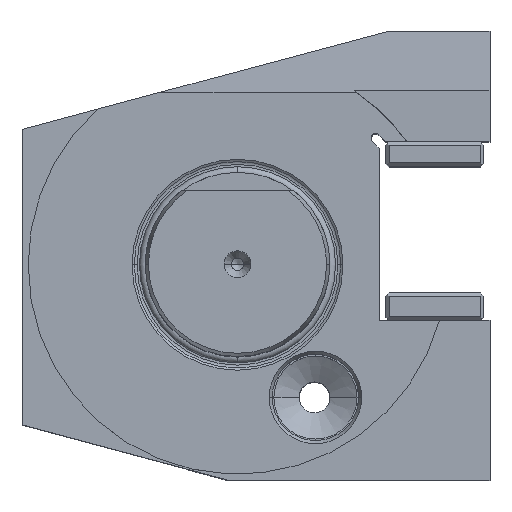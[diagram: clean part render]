
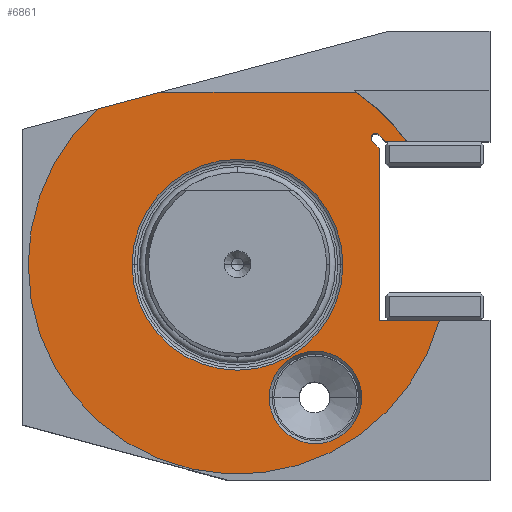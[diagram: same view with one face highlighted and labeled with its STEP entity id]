
A CAD part, top view. The second image highlights one B-rep face of the part: STEP entity #6861.
In plain terms, the highlighted planar face has unit normal (0, 0, 1).
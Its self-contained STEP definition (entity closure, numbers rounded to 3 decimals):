
#551=CARTESIAN_POINT('',(19.287,28,-55));
#648=CARTESIAN_POINT('',(0,0,-55));
#649=DIRECTION('',(0,0,1));
#650=DIRECTION('',(0.809,0.588,0));
#651=AXIS2_PLACEMENT_3D('',#648,#649,#650);
#653=DIRECTION('',(1,0,0));
#654=VECTOR('',#653,3.435);
#655=CARTESIAN_POINT('',(24.061,20,-55));
#656=LINE('',#655,#654);
#657=DIRECTION('',(0.707,-0.707,0));
#658=VECTOR('',#657,1.55);
#659=CARTESIAN_POINT('',(22.965,21.096,-55));
#660=LINE('',#659,#658);
#661=CARTESIAN_POINT('',(22.434,20.566,-55));
#662=DIRECTION('',(0,0,-1));
#663=DIRECTION('',(-1,0,0));
#664=AXIS2_PLACEMENT_3D('',#661,#662,#663);
#666=CARTESIAN_POINT('',(22.434,20.566,-55));
#667=DIRECTION('',(0,0,-1));
#668=DIRECTION('',(-0.707,-0.707,0));
#669=AXIS2_PLACEMENT_3D('',#666,#667,#668);
#671=DIRECTION('',(-0.707,0.707,0));
#672=VECTOR('',#671,1.55);
#673=CARTESIAN_POINT('',(23,18.939,-55));
#674=LINE('',#673,#672);
#675=DIRECTION('',(0,1,0));
#676=VECTOR('',#675,27.939);
#677=CARTESIAN_POINT('',(23,-9,-55));
#678=LINE('',#677,#676);
#679=DIRECTION('',(-1,0,0));
#680=VECTOR('',#679,9.787);
#681=CARTESIAN_POINT('',(32.787,-9,-55));
#682=LINE('',#681,#680);
#683=CARTESIAN_POINT('',(0,0,-55));
#684=DIRECTION('',(0,0,1));
#685=DIRECTION('',(-1,0,0));
#686=AXIS2_PLACEMENT_3D('',#683,#684,#685);
#688=CARTESIAN_POINT('',(0,0,-55));
#689=DIRECTION('',(0,0,1));
#690=DIRECTION('',(-0.668,0.744,0));
#691=AXIS2_PLACEMENT_3D('',#688,#689,#690);
#693=DIRECTION('',(-0.966,-0.259,0));
#694=VECTOR('',#693,10.475);
#695=CARTESIAN_POINT('',(-12.608,28,-55));
#696=LINE('',#695,#694);
#697=DIRECTION('',(-1,0,0));
#698=VECTOR('',#697,31.895);
#699=CARTESIAN_POINT('',(19.287,28,-55));
#700=LINE('',#699,#698);
#701=CARTESIAN_POINT('',(12.652,-21.539,-55));
#702=DIRECTION('',(0,0,-1));
#703=DIRECTION('',(-1,0,0));
#704=AXIS2_PLACEMENT_3D('',#701,#702,#703);
#706=CARTESIAN_POINT('',(12.652,-21.539,-55));
#707=DIRECTION('',(0,0,-1));
#708=DIRECTION('',(1,0,0));
#709=AXIS2_PLACEMENT_3D('',#706,#707,#708);
#711=CARTESIAN_POINT('',(0,0,-55));
#712=DIRECTION('',(0,0,-1));
#713=DIRECTION('',(-1,0,0));
#714=AXIS2_PLACEMENT_3D('',#711,#712,#713);
#716=CARTESIAN_POINT('',(0,0,-55));
#717=DIRECTION('',(0,0,-1));
#718=DIRECTION('',(1,0,0));
#719=AXIS2_PLACEMENT_3D('',#716,#717,#718);
#4957=CARTESIAN_POINT('',(22.965,21.096,-55));
#4959=VERTEX_POINT('',#4957);
#4972=CARTESIAN_POINT('',(17.121,0,-55));
#4973=VERTEX_POINT('',#4972);
#4974=CARTESIAN_POINT('',(27.495,20,-55));
#4976=VERTEX_POINT('',#4974);
#5000=CARTESIAN_POINT('',(21.684,20.566,-55));
#5002=VERTEX_POINT('',#5000);
#5018=CARTESIAN_POINT('',(-17.121,0,-55));
#5019=VERTEX_POINT('',#5018);
#5042=CARTESIAN_POINT('',(32.787,-9,-55));
#5044=VERTEX_POINT('',#5042);
#5045=CARTESIAN_POINT('',(-22.726,25.289,-55));
#5046=CARTESIAN_POINT('',(-34,0,-55));
#5047=VERTEX_POINT('',#5045);
#5048=VERTEX_POINT('',#5046);
#5068=VERTEX_POINT('',#551);
#5096=CARTESIAN_POINT('',(24.061,20,-55));
#5097=VERTEX_POINT('',#5096);
#5155=CARTESIAN_POINT('',(5.152,-21.539,-55));
#5156=CARTESIAN_POINT('',(20.152,-21.539,-55));
#5157=VERTEX_POINT('',#5155);
#5158=VERTEX_POINT('',#5156);
#5161=CARTESIAN_POINT('',(-12.608,28,-55));
#5162=VERTEX_POINT('',#5161);
#5187=CARTESIAN_POINT('',(23,-9,-55));
#5188=CARTESIAN_POINT('',(23,18.939,-55));
#5189=VERTEX_POINT('',#5187);
#5190=VERTEX_POINT('',#5188);
#5191=CARTESIAN_POINT('',(21.904,20.035,-55));
#5192=VERTEX_POINT('',#5191);
#6822=CARTESIAN_POINT('',(0,17.121,-55));
#6823=DIRECTION('',(0,0,-1));
#6824=DIRECTION('',(-1,0,0));
#6825=AXIS2_PLACEMENT_3D('',#6822,#6823,#6824);
#6826=PLANE('',#6825);
#6828=ORIENTED_EDGE('',*,*,#6827,.F.);
#6830=ORIENTED_EDGE('',*,*,#6829,.F.);
#6832=ORIENTED_EDGE('',*,*,#6831,.F.);
#6834=ORIENTED_EDGE('',*,*,#6833,.F.);
#6836=ORIENTED_EDGE('',*,*,#6835,.F.);
#6838=ORIENTED_EDGE('',*,*,#6837,.F.);
#6839=ORIENTED_EDGE('',*,*,#6800,.F.);
#6840=ORIENTED_EDGE('',*,*,#6629,.F.);
#6842=ORIENTED_EDGE('',*,*,#6841,.F.);
#6844=ORIENTED_EDGE('',*,*,#6843,.F.);
#6845=ORIENTED_EDGE('',*,*,#6687,.F.);
#6846=ORIENTED_EDGE('',*,*,#6722,.F.);
#6847=EDGE_LOOP('',(#6828,#6830,#6832,#6834,#6836,#6838,#6839,#6840,#6842,#6844,
#6845,#6846));
#6848=FACE_OUTER_BOUND('',#6847,.F.);
#6850=ORIENTED_EDGE('',*,*,#6849,.F.);
#6852=ORIENTED_EDGE('',*,*,#6851,.F.);
#6853=EDGE_LOOP('',(#6850,#6852));
#6854=FACE_BOUND('',#6853,.F.);
#6856=ORIENTED_EDGE('',*,*,#6855,.F.);
#6858=ORIENTED_EDGE('',*,*,#6857,.F.);
#6859=EDGE_LOOP('',(#6856,#6858));
#6860=FACE_BOUND('',#6859,.F.);
#6861=ADVANCED_FACE('',(#6848,#6854,#6860),#6826,.F.);
#652=CIRCLE('',#651,34);
#665=CIRCLE('',#664,0.75);
#670=CIRCLE('',#669,0.75);
#687=CIRCLE('',#686,34);
#692=CIRCLE('',#691,34);
#705=CIRCLE('',#704,7.5);
#710=CIRCLE('',#709,7.5);
#715=CIRCLE('',#714,17.121);
#720=CIRCLE('',#719,17.121);
#6629=EDGE_CURVE('',#5044,#5189,#682,.T.);
#6687=EDGE_CURVE('',#5162,#5047,#696,.T.);
#6722=EDGE_CURVE('',#5068,#5162,#700,.T.);
#6800=EDGE_CURVE('',#5189,#5190,#678,.T.);
#6827=EDGE_CURVE('',#4976,#5068,#652,.T.);
#6829=EDGE_CURVE('',#5097,#4976,#656,.T.);
#6831=EDGE_CURVE('',#4959,#5097,#660,.T.);
#6833=EDGE_CURVE('',#5002,#4959,#665,.T.);
#6835=EDGE_CURVE('',#5192,#5002,#670,.T.);
#6837=EDGE_CURVE('',#5190,#5192,#674,.T.);
#6841=EDGE_CURVE('',#5048,#5044,#687,.T.);
#6843=EDGE_CURVE('',#5047,#5048,#692,.T.);
#6849=EDGE_CURVE('',#5157,#5158,#705,.T.);
#6851=EDGE_CURVE('',#5158,#5157,#710,.T.);
#6855=EDGE_CURVE('',#5019,#4973,#715,.T.);
#6857=EDGE_CURVE('',#4973,#5019,#720,.T.);
